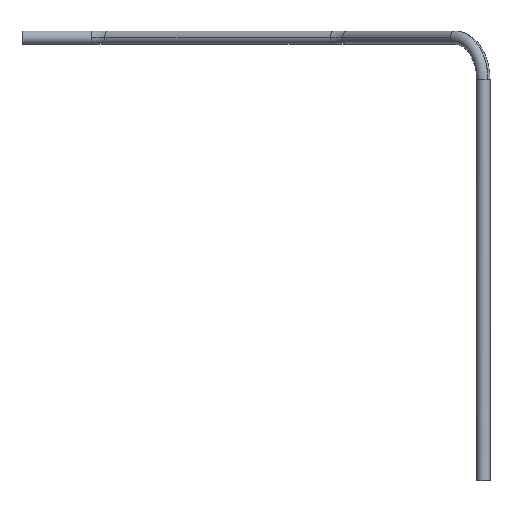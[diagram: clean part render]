
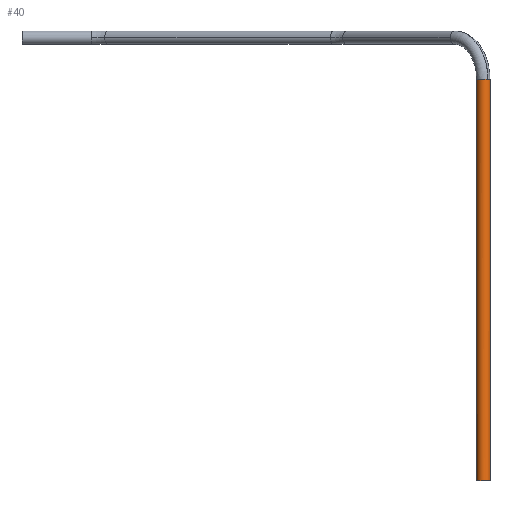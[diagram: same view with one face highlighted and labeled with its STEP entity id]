
A CAD part, front view. The second image highlights one B-rep face of the part: STEP entity #40.
In plain terms, the highlighted cylindrical face has radius 24.15 mm (diameter 48.3 mm), a partial arc.
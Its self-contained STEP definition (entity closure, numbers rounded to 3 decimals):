
#26 = DIRECTION ( 'NONE',  ( 0., 0., 1. ) ) ;
#29 = CARTESIAN_POINT ( 'NONE',  ( 1640.85, -920., -1600. ) ) ;
#40 = ADVANCED_FACE ( 'NONE', ( #121 ), #206, .T. ) ;
#85 = EDGE_LOOP ( 'NONE', ( #661, #938, #675, #472, #137 ) ) ;
#121 = FACE_OUTER_BOUND ( 'NONE', #85, .T. ) ;
#133 = DIRECTION ( 'NONE',  ( 0., 0., 1. ) ) ;
#137 = ORIENTED_EDGE ( 'NONE', *, *, #960, .T. ) ;
#190 = LINE ( 'NONE', #849, #802 ) ;
#193 = CIRCLE ( 'NONE', #232, 24.15 ) ;
#206 = CYLINDRICAL_SURFACE ( 'NONE', #807, 24.15 ) ;
#232 = AXIS2_PLACEMENT_3D ( 'NONE', #975, #597, #299 ) ;
#278 = EDGE_CURVE ( 'NONE', #372, #427, #190, .T. ) ;
#299 = DIRECTION ( 'NONE',  ( -0.682, 0.731, 0. ) ) ;
#313 = AXIS2_PLACEMENT_3D ( 'NONE', #498, #792, #425 ) ;
#350 = DIRECTION ( 'NONE',  ( 0., 0., -1. ) ) ;
#353 = CIRCLE ( 'NONE', #943, 24.15 ) ;
#372 = VERTEX_POINT ( 'NONE', #29 ) ;
#394 = VERTEX_POINT ( 'NONE', #624 ) ;
#425 = DIRECTION ( 'NONE',  ( -1., 0., 0. ) ) ;
#427 = VERTEX_POINT ( 'NONE', #449 ) ;
#445 = DIRECTION ( 'NONE',  ( 0., 0., 1. ) ) ;
#447 = VERTEX_POINT ( 'NONE', #953 ) ;
#449 = CARTESIAN_POINT ( 'NONE',  ( 1640.85, -920., -150. ) ) ;
#472 = ORIENTED_EDGE ( 'NONE', *, *, #921, .T. ) ;
#498 = CARTESIAN_POINT ( 'NONE',  ( 1665., -920., -150. ) ) ;
#501 = CARTESIAN_POINT ( 'NONE',  ( 1665., -920., -150. ) ) ;
#505 = DIRECTION ( 'NONE',  ( -1., 0., 0. ) ) ;
#508 = DIRECTION ( 'NONE',  ( 1., 0., 0. ) ) ;
#514 = CARTESIAN_POINT ( 'NONE',  ( 1665., -920., -1600. ) ) ;
#597 = DIRECTION ( 'NONE',  ( 0., 0., -1. ) ) ;
#612 = EDGE_CURVE ( 'NONE', #447, #372, #193, .T. ) ;
#624 = CARTESIAN_POINT ( 'NONE',  ( 1689.15, -920., -150. ) ) ;
#643 = VECTOR ( 'NONE', #445, 1000. ) ;
#661 = ORIENTED_EDGE ( 'NONE', *, *, #278, .F. ) ;
#675 = ORIENTED_EDGE ( 'NONE', *, *, #847, .T. ) ;
#792 = DIRECTION ( 'NONE',  ( 0., 0., -1. ) ) ;
#802 = VECTOR ( 'NONE', #26, 1000. ) ;
#807 = AXIS2_PLACEMENT_3D ( 'NONE', #514, #133, #508 ) ;
#817 = CIRCLE ( 'NONE', #313, 24.15 ) ;
#847 = EDGE_CURVE ( 'NONE', #447, #394, #872, .T. ) ;
#849 = CARTESIAN_POINT ( 'NONE',  ( 1640.85, -920., -1600. ) ) ;
#868 = CARTESIAN_POINT ( 'NONE',  ( 1681.47, -937.662, -150. ) ) ;
#872 = LINE ( 'NONE', #962, #643 ) ;
#921 = EDGE_CURVE ( 'NONE', #394, #954, #817, .T. ) ;
#938 = ORIENTED_EDGE ( 'NONE', *, *, #612, .F. ) ;
#943 = AXIS2_PLACEMENT_3D ( 'NONE', #501, #350, #505 ) ;
#953 = CARTESIAN_POINT ( 'NONE',  ( 1689.15, -920., -1600. ) ) ;
#954 = VERTEX_POINT ( 'NONE', #868 ) ;
#960 = EDGE_CURVE ( 'NONE', #954, #427, #353, .T. ) ;
#962 = CARTESIAN_POINT ( 'NONE',  ( 1689.15, -920., -1600. ) ) ;
#975 = CARTESIAN_POINT ( 'NONE',  ( 1665., -920., -1600. ) ) ;
